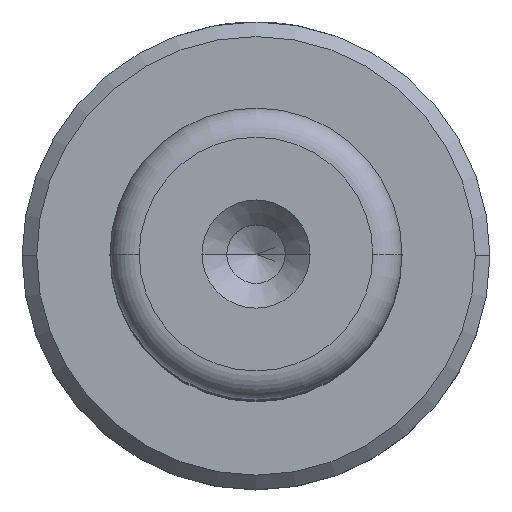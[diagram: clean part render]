
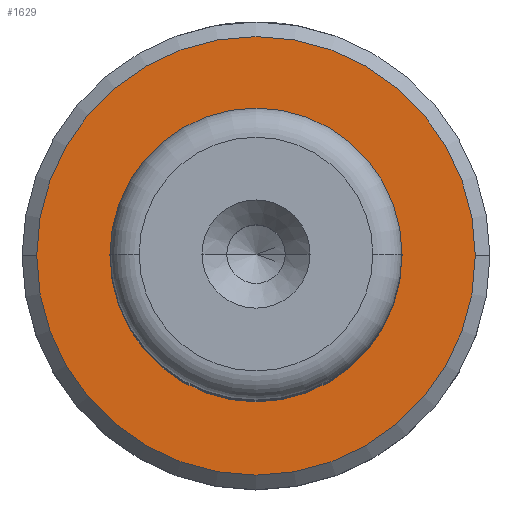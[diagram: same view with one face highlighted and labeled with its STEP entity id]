
A CAD part, top view. The second image highlights one B-rep face of the part: STEP entity #1629.
In plain terms, the highlighted planar face has unit normal (0, 0, 1).
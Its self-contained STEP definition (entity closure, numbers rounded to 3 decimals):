
#56 = AXIS2_PLACEMENT_3D ( 'NONE', #2083, #899, #2271 ) ;
#116 = CARTESIAN_POINT ( 'NONE',  ( -7.5, 0., 13. ) ) ;
#135 = PLANE ( 'NONE',  #2402 ) ;
#161 = DIRECTION ( 'NONE',  ( -1., 0., 0. ) ) ;
#182 = ORIENTED_EDGE ( 'NONE', *, *, #679, .T. ) ;
#195 = DIRECTION ( 'NONE',  ( 0., 0., 1. ) ) ;
#200 = CIRCLE ( 'NONE', #56, 7.5 ) ;
#359 = CARTESIAN_POINT ( 'NONE',  ( 4.495, 0., 13. ) ) ;
#378 = AXIS2_PLACEMENT_3D ( 'NONE', #2504, #1314, #161 ) ;
#402 = CIRCLE ( 'NONE', #378, 4.495 ) ;
#457 = ORIENTED_EDGE ( 'NONE', *, *, #2400, .T. ) ;
#466 = DIRECTION ( 'NONE',  ( 0., 0., -1. ) ) ;
#583 = CIRCLE ( 'NONE', #2125, 4.495 ) ;
#679 = EDGE_CURVE ( 'NONE', #1322, #1093, #583, .T. ) ;
#738 = CIRCLE ( 'NONE', #2167, 7.5 ) ;
#759 = ORIENTED_EDGE ( 'NONE', *, *, #1206, .T. ) ;
#770 = FACE_OUTER_BOUND ( 'NONE', #1462, .T. ) ;
#870 = EDGE_LOOP ( 'NONE', ( #457, #182 ) ) ;
#899 = DIRECTION ( 'NONE',  ( 0., 0., 1. ) ) ;
#964 = EDGE_CURVE ( 'NONE', #1459, #2324, #200, .T. ) ;
#1093 = VERTEX_POINT ( 'NONE', #359 ) ;
#1132 = CARTESIAN_POINT ( 'NONE',  ( 0., 0., 13. ) ) ;
#1206 = EDGE_CURVE ( 'NONE', #2324, #1459, #738, .T. ) ;
#1314 = DIRECTION ( 'NONE',  ( 0., 0., -1. ) ) ;
#1317 = DIRECTION ( 'NONE',  ( 1., 0., 0. ) ) ;
#1322 = VERTEX_POINT ( 'NONE', #1787 ) ;
#1350 = CARTESIAN_POINT ( 'NONE',  ( 0., 0., 13. ) ) ;
#1443 = ORIENTED_EDGE ( 'NONE', *, *, #964, .T. ) ;
#1459 = VERTEX_POINT ( 'NONE', #116 ) ;
#1462 = EDGE_LOOP ( 'NONE', ( #1443, #759 ) ) ;
#1552 = DIRECTION ( 'NONE',  ( 1., 0., 0. ) ) ;
#1629 = ADVANCED_FACE ( 'NONE', ( #770, #2449 ), #135, .T. ) ;
#1641 = CARTESIAN_POINT ( 'NONE',  ( 0., 0., 13. ) ) ;
#1787 = CARTESIAN_POINT ( 'NONE',  ( -4.495, 0., 13. ) ) ;
#1835 = DIRECTION ( 'NONE',  ( -1., 0., 0. ) ) ;
#1916 = CARTESIAN_POINT ( 'NONE',  ( 7.5, 0., 13. ) ) ;
#2083 = CARTESIAN_POINT ( 'NONE',  ( 0., 0., 13. ) ) ;
#2125 = AXIS2_PLACEMENT_3D ( 'NONE', #1641, #466, #1835 ) ;
#2167 = AXIS2_PLACEMENT_3D ( 'NONE', #1350, #195, #1552 ) ;
#2271 = DIRECTION ( 'NONE',  ( 1., 0., 0. ) ) ;
#2324 = VERTEX_POINT ( 'NONE', #1916 ) ;
#2400 = EDGE_CURVE ( 'NONE', #1093, #1322, #402, .T. ) ;
#2402 = AXIS2_PLACEMENT_3D ( 'NONE', #1132, #2506, #1317 ) ;
#2449 = FACE_BOUND ( 'NONE', #870, .T. ) ;
#2504 = CARTESIAN_POINT ( 'NONE',  ( 0., 0., 13. ) ) ;
#2506 = DIRECTION ( 'NONE',  ( 0., 0., 1. ) ) ;
